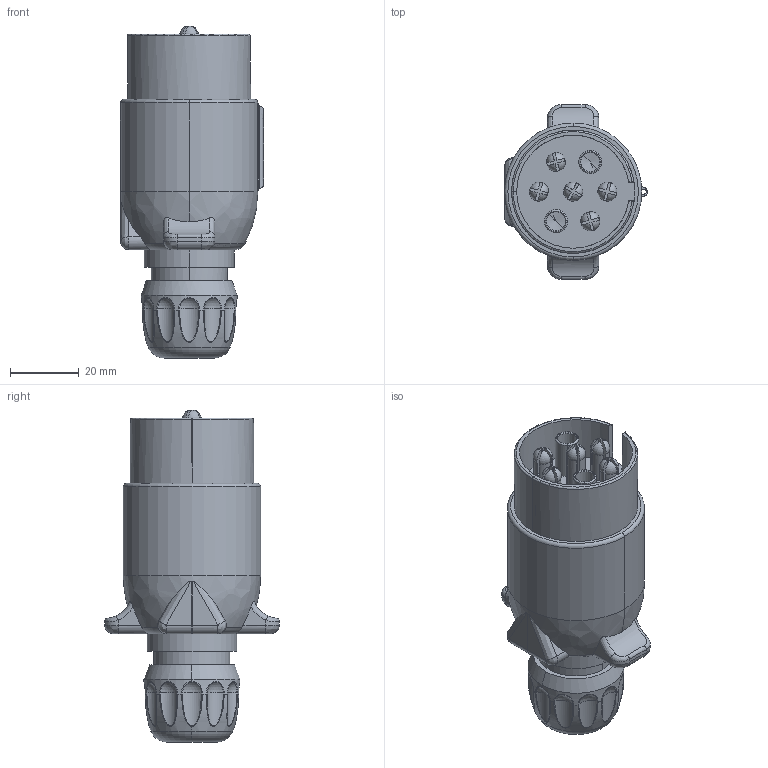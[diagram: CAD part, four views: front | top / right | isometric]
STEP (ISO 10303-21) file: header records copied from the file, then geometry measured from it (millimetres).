
FILE_DESCRIPTION((''),'2;1');
FILE_NAME('201039_ASM_SW0001','2020-11-27T09:34:54',('teru'),(''),'CREO PARAMETRIC BY PTC INC, 2017380','CREO PARAMETRIC BY PTC INC, 2017380','');
FILE_SCHEMA(('CONFIG_CONTROL_DESIGN'));
Length unit declared in the file: millimetre
Products named in the file (1): 201039_ASM_SW0001
Bounding box: 41.76 x 51.04 x 96.94 mm (x, y, z)
Volume: 78081.8 mm3; surface area: 17494.1 mm2
Topology: 1 solids, 1 shells, 520 faces, 1410 edges, 907 vertices
Faces by surface type: plane 298, cylinder 107, bspline 56, sphere 36, torus 12, cone 10, extrusion 1
Entity records: 22735 total; most frequent: CARTESIAN_POINT 9936, ORIENTED_EDGE 2812, DIRECTION 2461, EDGE_CURVE 1406, VERTEX_POINT 907, VECTOR 895, LINE 894, AXIS2_PLACEMENT_3D 783
